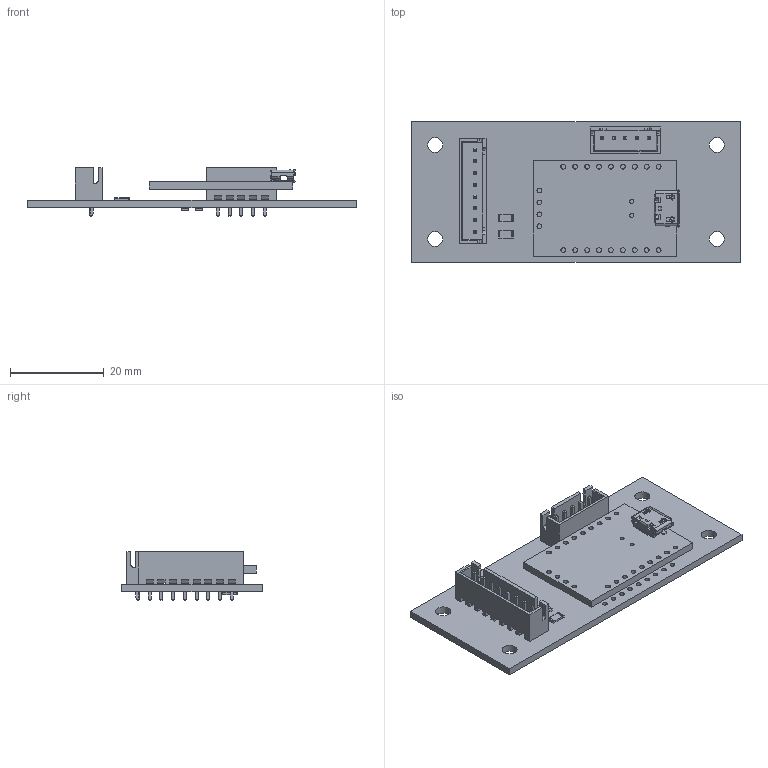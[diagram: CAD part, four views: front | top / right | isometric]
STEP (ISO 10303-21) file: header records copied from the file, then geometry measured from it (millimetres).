
FILE_DESCRIPTION(('FreeCAD Model'),'2;1');
FILE_NAME( 'programmer_pcb.step' ,'2020-02-08T07:38:52',(''),(''),'Open CASCADE STEP processor 7.3', 'FreeCAD','Unknown');
FILE_SCHEMA(('AUTOMOTIVE_DESIGN { 1 0 10303 214 1 1 1 1 }'));
Length unit declared in the file: millimetre
Products named in the file (14): programmer; Board_Geoms_222c; Local_CS_222c; Pcb_222c; Step_Models_222c; Top_222c; U1_FT232R_Breakout_micro_5E3C579D; P2_JST_B5B_XH_A_5E3C56B8; P1_JST_B8B_XH_A_5E3C568F; R1_R_1206_3216Metric_5E3C5744; R2_R_1206_3216Metric_5E3C5755; Bot_222c; R3_R_1206_3216Metric_5E3C5766; R4_R_1206_3216Metric_5E3C5777
Assembly tree (13 placements, depth 4):
  programmer
    Board_Geoms_222c
      Local_CS_222c
      Pcb_222c
    Step_Models_222c
      Top_222c
        U1_FT232R_Breakout_micro_5E3C579D
        P2_JST_B5B_XH_A_5E3C56B8
        P1_JST_B8B_XH_A_5E3C568F
        R1_R_1206_3216Metric_5E3C5744
        R2_R_1206_3216Metric_5E3C5755
      Bot_222c
        R3_R_1206_3216Metric_5E3C5766
        R4_R_1206_3216Metric_5E3C5777
Bounding box: 70 x 30 x 10.4 mm (x, y, z)
Volume: 5050.8 mm3; surface area: 8512.6 mm2
Topology: 10 solids, 10 shells, 1547 faces, 4399 edges, 2858 vertices
Faces by surface type: plane 1188, cylinder 351, sphere 8
Full cylindrical faces by diameter (mm): 0.85 x4, 0.95 x13, 1 x18, 1.016 x22, 3.2 x4
Entity records: 61471 total; most frequent: CARTESIAN_POINT 9590, ORIENTED_EDGE 8782, DIRECTION 8261, EDGE_CURVE 4391, LINE 3555, VECTOR 3555, VERTEX_POINT 2858, AXIS2_PLACEMENT_3D 2353
